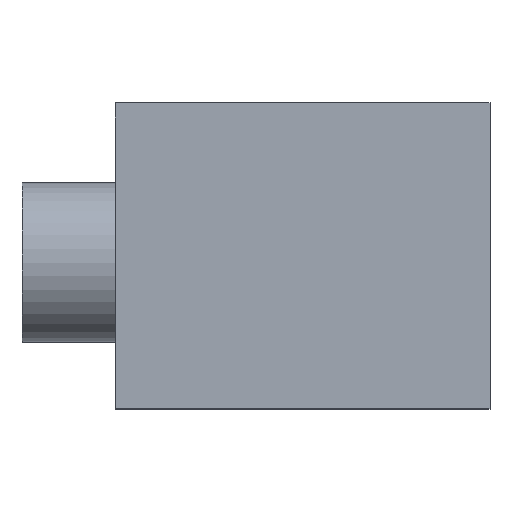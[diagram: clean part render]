
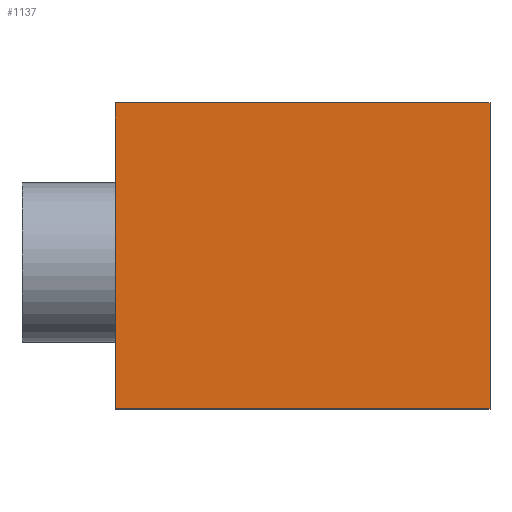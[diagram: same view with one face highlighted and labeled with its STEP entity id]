
A CAD part, top view. The second image highlights one B-rep face of the part: STEP entity #1137.
In plain terms, the highlighted planar face has unit normal (0, 0, 1).
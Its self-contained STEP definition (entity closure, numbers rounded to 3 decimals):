
#823 = VERTEX_POINT('',#824);
#824 = CARTESIAN_POINT('',(0.,6.,1.));
#831 = PLANE('',#832);
#832 = AXIS2_PLACEMENT_3D('',#833,#834,#835);
#833 = CARTESIAN_POINT('',(0.,6.,0.));
#834 = DIRECTION('',(0.,1.,0.));
#835 = DIRECTION('',(1.,0.,0.));
#843 = PLANE('',#844);
#844 = AXIS2_PLACEMENT_3D('',#845,#846,#847);
#845 = CARTESIAN_POINT('',(0.,-5.5,0.));
#846 = DIRECTION('',(-1.,0.,0.));
#847 = DIRECTION('',(0.,1.,0.));
#855 = EDGE_CURVE('',#823,#856,#858,.T.);
#856 = VERTEX_POINT('',#857);
#857 = CARTESIAN_POINT('',(14.1,6.,1.));
#858 = SURFACE_CURVE('',#859,(#863,#870),.PCURVE_S1.);
#859 = LINE('',#860,#861);
#860 = CARTESIAN_POINT('',(0.,6.,1.));
#861 = VECTOR('',#862,1.);
#862 = DIRECTION('',(1.,0.,0.));
#863 = PCURVE('',#831,#864);
#864 = DEFINITIONAL_REPRESENTATION('',(#865),#869);
#865 = LINE('',#866,#867);
#866 = CARTESIAN_POINT('',(0.,-1.));
#867 = VECTOR('',#868,1.);
#868 = DIRECTION('',(1.,0.));
#869 = ( GEOMETRIC_REPRESENTATION_CONTEXT(2) 
PARAMETRIC_REPRESENTATION_CONTEXT() REPRESENTATION_CONTEXT('2D SPACE',''
  ) );
#870 = PCURVE('',#871,#876);
#871 = PLANE('',#872);
#872 = AXIS2_PLACEMENT_3D('',#873,#874,#875);
#873 = CARTESIAN_POINT('',(7.05,0.25,1.));
#874 = DIRECTION('',(-0.,-0.,-1.));
#875 = DIRECTION('',(-1.,0.,0.));
#876 = DEFINITIONAL_REPRESENTATION('',(#877),#881);
#877 = LINE('',#878,#879);
#878 = CARTESIAN_POINT('',(7.05,5.75));
#879 = VECTOR('',#880,1.);
#880 = DIRECTION('',(-1.,0.));
#881 = ( GEOMETRIC_REPRESENTATION_CONTEXT(2) 
PARAMETRIC_REPRESENTATION_CONTEXT() REPRESENTATION_CONTEXT('2D SPACE',''
  ) );
#899 = PLANE('',#900);
#900 = AXIS2_PLACEMENT_3D('',#901,#902,#903);
#901 = CARTESIAN_POINT('',(14.1,6.,0.));
#902 = DIRECTION('',(1.,0.,0.));
#903 = DIRECTION('',(0.,-1.,0.));
#941 = EDGE_CURVE('',#856,#942,#944,.T.);
#942 = VERTEX_POINT('',#943);
#943 = CARTESIAN_POINT('',(14.1,-5.5,1.));
#944 = SURFACE_CURVE('',#945,(#949,#956),.PCURVE_S1.);
#945 = LINE('',#946,#947);
#946 = CARTESIAN_POINT('',(14.1,6.,1.));
#947 = VECTOR('',#948,1.);
#948 = DIRECTION('',(0.,-1.,0.));
#949 = PCURVE('',#899,#950);
#950 = DEFINITIONAL_REPRESENTATION('',(#951),#955);
#951 = LINE('',#952,#953);
#952 = CARTESIAN_POINT('',(0.,-1.));
#953 = VECTOR('',#954,1.);
#954 = DIRECTION('',(1.,0.));
#955 = ( GEOMETRIC_REPRESENTATION_CONTEXT(2) 
PARAMETRIC_REPRESENTATION_CONTEXT() REPRESENTATION_CONTEXT('2D SPACE',''
  ) );
#956 = PCURVE('',#871,#957);
#957 = DEFINITIONAL_REPRESENTATION('',(#958),#962);
#958 = LINE('',#959,#960);
#959 = CARTESIAN_POINT('',(-7.05,5.75));
#960 = VECTOR('',#961,1.);
#961 = DIRECTION('',(0.,-1.));
#962 = ( GEOMETRIC_REPRESENTATION_CONTEXT(2) 
PARAMETRIC_REPRESENTATION_CONTEXT() REPRESENTATION_CONTEXT('2D SPACE',''
  ) );
#980 = PLANE('',#981);
#981 = AXIS2_PLACEMENT_3D('',#982,#983,#984);
#982 = CARTESIAN_POINT('',(14.1,-5.5,0.));
#983 = DIRECTION('',(0.,-1.,0.));
#984 = DIRECTION('',(-1.,0.,0.));
#1017 = EDGE_CURVE('',#942,#1018,#1020,.T.);
#1018 = VERTEX_POINT('',#1019);
#1019 = CARTESIAN_POINT('',(0.,-5.5,1.));
#1020 = SURFACE_CURVE('',#1021,(#1025,#1032),.PCURVE_S1.);
#1021 = LINE('',#1022,#1023);
#1022 = CARTESIAN_POINT('',(14.1,-5.5,1.));
#1023 = VECTOR('',#1024,1.);
#1024 = DIRECTION('',(-1.,0.,0.));
#1025 = PCURVE('',#980,#1026);
#1026 = DEFINITIONAL_REPRESENTATION('',(#1027),#1031);
#1027 = LINE('',#1028,#1029);
#1028 = CARTESIAN_POINT('',(0.,-1.));
#1029 = VECTOR('',#1030,1.);
#1030 = DIRECTION('',(1.,0.));
#1031 = ( GEOMETRIC_REPRESENTATION_CONTEXT(2) 
PARAMETRIC_REPRESENTATION_CONTEXT() REPRESENTATION_CONTEXT('2D SPACE',''
  ) );
#1032 = PCURVE('',#871,#1033);
#1033 = DEFINITIONAL_REPRESENTATION('',(#1034),#1038);
#1034 = LINE('',#1035,#1036);
#1035 = CARTESIAN_POINT('',(-7.05,-5.75));
#1036 = VECTOR('',#1037,1.);
#1037 = DIRECTION('',(1.,0.));
#1038 = ( GEOMETRIC_REPRESENTATION_CONTEXT(2) 
PARAMETRIC_REPRESENTATION_CONTEXT() REPRESENTATION_CONTEXT('2D SPACE',''
  ) );
#1088 = EDGE_CURVE('',#1018,#823,#1089,.T.);
#1089 = SURFACE_CURVE('',#1090,(#1094,#1101),.PCURVE_S1.);
#1090 = LINE('',#1091,#1092);
#1091 = CARTESIAN_POINT('',(0.,-5.5,1.));
#1092 = VECTOR('',#1093,1.);
#1093 = DIRECTION('',(0.,1.,0.));
#1094 = PCURVE('',#843,#1095);
#1095 = DEFINITIONAL_REPRESENTATION('',(#1096),#1100);
#1096 = LINE('',#1097,#1098);
#1097 = CARTESIAN_POINT('',(0.,-1.));
#1098 = VECTOR('',#1099,1.);
#1099 = DIRECTION('',(1.,0.));
#1100 = ( GEOMETRIC_REPRESENTATION_CONTEXT(2) 
PARAMETRIC_REPRESENTATION_CONTEXT() REPRESENTATION_CONTEXT('2D SPACE',''
  ) );
#1101 = PCURVE('',#871,#1102);
#1102 = DEFINITIONAL_REPRESENTATION('',(#1103),#1107);
#1103 = LINE('',#1104,#1105);
#1104 = CARTESIAN_POINT('',(7.05,-5.75));
#1105 = VECTOR('',#1106,1.);
#1106 = DIRECTION('',(0.,1.));
#1107 = ( GEOMETRIC_REPRESENTATION_CONTEXT(2) 
PARAMETRIC_REPRESENTATION_CONTEXT() REPRESENTATION_CONTEXT('2D SPACE',''
  ) );
#1137 = ADVANCED_FACE('',(#1138),#871,.F.);
#1138 = FACE_BOUND('',#1139,.F.);
#1139 = EDGE_LOOP('',(#1140,#1141,#1142,#1143));
#1140 = ORIENTED_EDGE('',*,*,#855,.T.);
#1141 = ORIENTED_EDGE('',*,*,#941,.T.);
#1142 = ORIENTED_EDGE('',*,*,#1017,.T.);
#1143 = ORIENTED_EDGE('',*,*,#1088,.T.);
